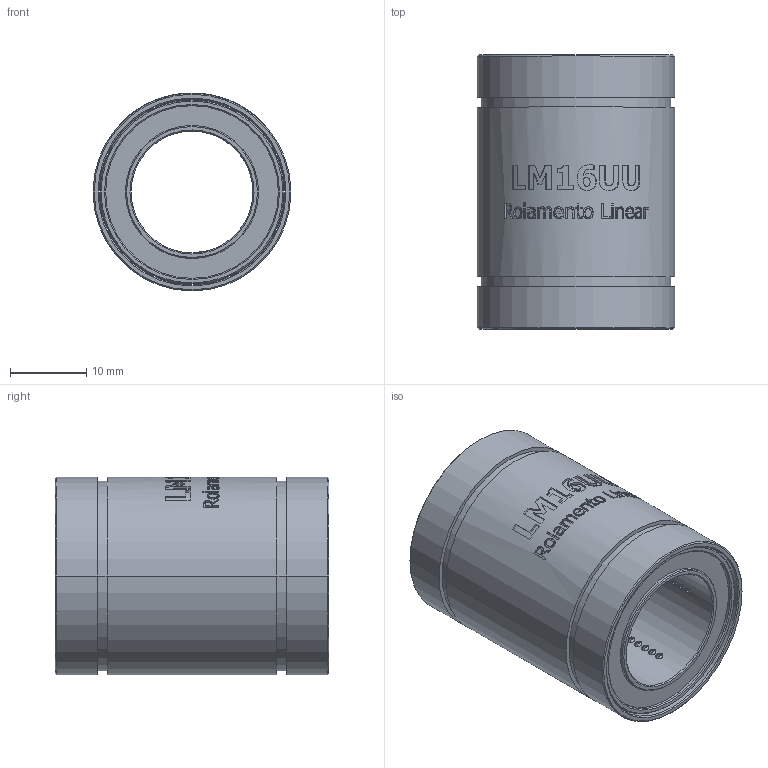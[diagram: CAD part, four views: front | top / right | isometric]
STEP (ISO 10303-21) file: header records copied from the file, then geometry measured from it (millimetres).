
FILE_DESCRIPTION (( 'STEP AP214' ), '1' );
FILE_NAME ('LM16UU.STEP', '2021-09-07T22:16:06', ( '' ), ( '' ), 'SwSTEP 2.0', 'SolidWorks 2019', '' );
FILE_SCHEMA (( 'AUTOMOTIVE_DESIGN' ));
Length unit declared in the file: millimetre
Products named in the file (1): LM16UU
Bounding box: 26 x 36 x 26 mm (x, y, z)
Volume: 10955.9 mm3; surface area: 11803.3 mm2
Topology: 107 solids, 107 shells, 794 faces, 2683 edges, 1805 vertices
Faces by surface type: sphere 420, plane 149, bspline 147, cylinder 54, cone 24
Entity records: 33063 total; most frequent: CARTESIAN_POINT 12764, ORIENTED_EDGE 3856, DIRECTION 3557, EDGE_CURVE 1928, AXIS2_PLACEMENT_3D 1527, VERTEX_POINT 1470, EDGE_LOOP 1120, CIRCLE 879
